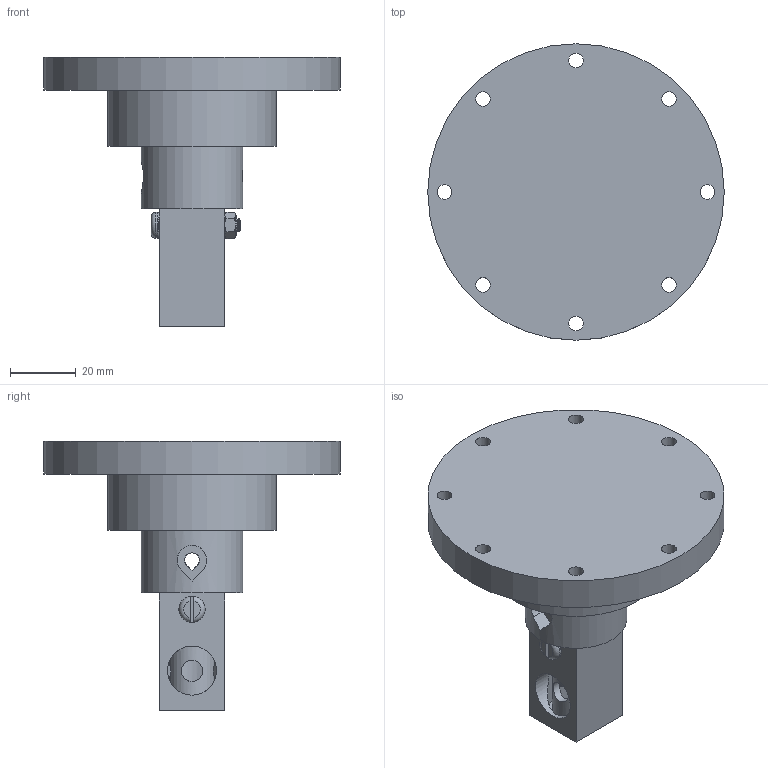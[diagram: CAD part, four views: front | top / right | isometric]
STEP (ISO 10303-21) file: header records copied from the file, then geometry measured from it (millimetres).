
FILE_DESCRIPTION(/* description */ (''),/* implementation_level */ '2;1');
FILE_NAME(/* name */ 'NewProbe_PLA_2 v4.step',/* time_stamp */ '2020-07-09T12:01:48+02:00',/* author */ (''),/* organization */ (''),/* preprocessor_version */ 'ST-DEVELOPER v18.1',/* originating_system */ 'Autodesk Translation Framework v9.3.0.1241',/* authorisation */ '');
FILE_SCHEMA (('AUTOMOTIVE_DESIGN { 1 0 10303 214 3 1 1 }'));
Length unit declared in the file: millimetre
Products named in the file (7): NewProbe_PLA_2; Beefy Boi; Top cover; Base; Probe; 91200A140; 90592A090
Assembly tree (6 placements, depth 3):
  NewProbe_PLA_2
    Beefy Boi
      Top cover
    Base
    Probe
    91200A140
    90592A090
Bounding box: 90.5 x 90.5 x 82.25 mm (x, y, z)
Volume: 119126.9 mm3; surface area: 33510 mm2
Topology: 7 solids, 7 shells, 186 faces, 507 edges, 334 vertices
Faces by surface type: cylinder 112, plane 49, cone 17, bspline 6, torus 2
Full cylindrical faces by diameter (mm): 3.091 x36, 4 x39, 4.5 x8, 6.041 x1, 6.5 x4, 8 x1, 10 x2, 14.5 x1, 15 x1, 16.4 x1, 17.4 x2, 31 x1, 47.25 x1, 51.5 x1, 90.503 x1
Entity records: 12334 total; most frequent: CARTESIAN_POINT 7859, ORIENTED_EDGE 1014, DIRECTION 748, EDGE_CURVE 507, VERTEX_POINT 334, AXIS2_PLACEMENT_3D 291, EDGE_LOOP 229, FACE_OUTER_BOUND 186
